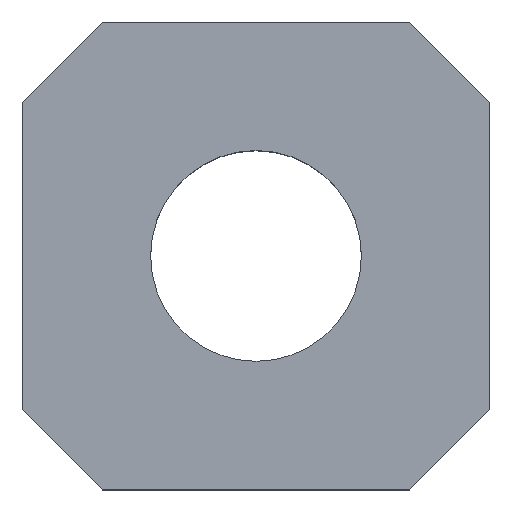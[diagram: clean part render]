
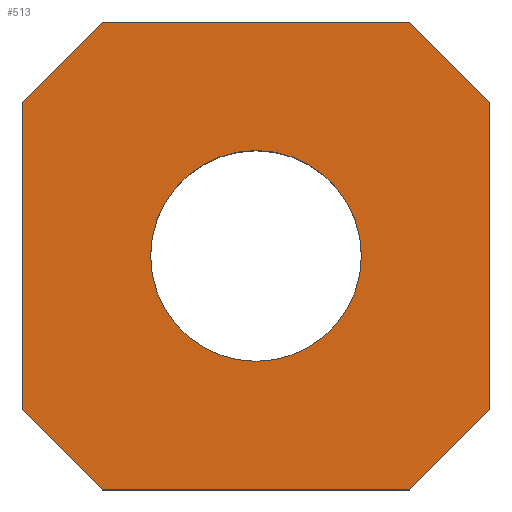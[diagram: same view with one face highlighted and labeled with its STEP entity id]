
A CAD part, top view. The second image highlights one B-rep face of the part: STEP entity #513.
In plain terms, the highlighted face is planar.
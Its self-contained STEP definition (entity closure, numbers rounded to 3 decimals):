
#6 = VERTEX_POINT ( 'NONE', #123 ) ;
#12 = LINE ( 'NONE', #379, #82 ) ;
#25 = VERTEX_POINT ( 'NONE', #806 ) ;
#32 = DIRECTION ( 'NONE',  ( -0.707, -0.707, 0. ) ) ;
#41 = PLANE ( 'NONE',  #561 ) ;
#50 = EDGE_CURVE ( 'NONE', #836, #6, #217, .T. ) ;
#53 = ORIENTED_EDGE ( 'NONE', *, *, #705, .F. ) ;
#77 = CARTESIAN_POINT ( 'NONE',  ( 9.6, 14.6, 0. ) ) ;
#82 = VECTOR ( 'NONE', #912, 1000. ) ;
#90 = EDGE_CURVE ( 'NONE', #397, #812, #966, .T. ) ;
#93 = LINE ( 'NONE', #630, #770 ) ;
#97 = CARTESIAN_POINT ( 'NONE',  ( -14.6, 0., 0. ) ) ;
#115 = LINE ( 'NONE', #707, #951 ) ;
#121 = DIRECTION ( 'NONE',  ( 1., 0., 0. ) ) ;
#123 = CARTESIAN_POINT ( 'NONE',  ( 14.6, -9.6, 0. ) ) ;
#134 = EDGE_LOOP ( 'NONE', ( #820, #53, #297, #810, #321, #631, #958, #692 ) ) ;
#184 = LINE ( 'NONE', #97, #801 ) ;
#203 = EDGE_CURVE ( 'NONE', #673, #394, #184, .T. ) ;
#217 = LINE ( 'NONE', #233, #917 ) ;
#221 = CARTESIAN_POINT ( 'NONE',  ( 0., 0., 0. ) ) ;
#230 = DIRECTION ( 'NONE',  ( 0., 0., -1. ) ) ;
#233 = CARTESIAN_POINT ( 'NONE',  ( 9.6, -14.6, 0. ) ) ;
#244 = VECTOR ( 'NONE', #675, 1000. ) ;
#248 = CARTESIAN_POINT ( 'NONE',  ( -9.6, 14.6, 0. ) ) ;
#249 = DIRECTION ( 'NONE',  ( 0.707, 0.707, 0. ) ) ;
#259 = DIRECTION ( 'NONE',  ( 1., 0., 0. ) ) ;
#260 = EDGE_LOOP ( 'NONE', ( #875, #336 ) ) ;
#297 = ORIENTED_EDGE ( 'NONE', *, *, #325, .F. ) ;
#303 = VECTOR ( 'NONE', #813, 1000. ) ;
#309 = CARTESIAN_POINT ( 'NONE',  ( -6.579, 0., 0. ) ) ;
#315 = CARTESIAN_POINT ( 'NONE',  ( -14.6, 9.6, 0. ) ) ;
#321 = ORIENTED_EDGE ( 'NONE', *, *, #50, .F. ) ;
#325 = EDGE_CURVE ( 'NONE', #25, #701, #599, .T. ) ;
#336 = ORIENTED_EDGE ( 'NONE', *, *, #653, .F. ) ;
#341 = FACE_OUTER_BOUND ( 'NONE', #134, .T. ) ;
#355 = DIRECTION ( 'NONE',  ( -1., 0., 0. ) ) ;
#361 = CARTESIAN_POINT ( 'NONE',  ( 0., 0., 0. ) ) ;
#372 = VERTEX_POINT ( 'NONE', #248 ) ;
#373 = CARTESIAN_POINT ( 'NONE',  ( 14.6, 9.6, 0. ) ) ;
#379 = CARTESIAN_POINT ( 'NONE',  ( 0., 14.6, 0. ) ) ;
#387 = LINE ( 'NONE', #685, #303 ) ;
#394 = VERTEX_POINT ( 'NONE', #909 ) ;
#397 = VERTEX_POINT ( 'NONE', #309 ) ;
#400 = CARTESIAN_POINT ( 'NONE',  ( -9.6, -14.6, 0. ) ) ;
#472 = EDGE_CURVE ( 'NONE', #372, #673, #115, .T. ) ;
#500 = DIRECTION ( 'NONE',  ( 0.707, -0.707, 0. ) ) ;
#506 = DIRECTION ( 'NONE',  ( 0., 0., -1. ) ) ;
#509 = VECTOR ( 'NONE', #500, 1000. ) ;
#513 = ADVANCED_FACE ( 'NONE', ( #702, #341 ), #41, .F. ) ;
#559 = DIRECTION ( 'NONE',  ( 0., -1., 0. ) ) ;
#561 = AXIS2_PLACEMENT_3D ( 'NONE', #221, #872, #121 ) ;
#565 = CARTESIAN_POINT ( 'NONE',  ( 9.6, -14.6, 0. ) ) ;
#580 = CARTESIAN_POINT ( 'NONE',  ( -14.6, -9.6, 0. ) ) ;
#599 = LINE ( 'NONE', #373, #244 ) ;
#630 = CARTESIAN_POINT ( 'NONE',  ( 0., -14.6, 0. ) ) ;
#631 = ORIENTED_EDGE ( 'NONE', *, *, #862, .F. ) ;
#653 = EDGE_CURVE ( 'NONE', #812, #397, #822, .T. ) ;
#673 = VERTEX_POINT ( 'NONE', #315 ) ;
#675 = DIRECTION ( 'NONE',  ( -0.707, 0.707, 0. ) ) ;
#676 = CARTESIAN_POINT ( 'NONE',  ( 0., 0., 0. ) ) ;
#684 = DIRECTION ( 'NONE',  ( -1., 0., 0. ) ) ;
#685 = CARTESIAN_POINT ( 'NONE',  ( 14.6, 0., 0. ) ) ;
#692 = ORIENTED_EDGE ( 'NONE', *, *, #203, .F. ) ;
#701 = VERTEX_POINT ( 'NONE', #77 ) ;
#702 = FACE_BOUND ( 'NONE', #260, .T. ) ;
#705 = EDGE_CURVE ( 'NONE', #701, #372, #12, .T. ) ;
#707 = CARTESIAN_POINT ( 'NONE',  ( -9.6, 14.6, 0. ) ) ;
#757 = VERTEX_POINT ( 'NONE', #400 ) ;
#770 = VECTOR ( 'NONE', #259, 1000. ) ;
#777 = AXIS2_PLACEMENT_3D ( 'NONE', #676, #230, #684 ) ;
#779 = CARTESIAN_POINT ( 'NONE',  ( 6.579, 0., 0. ) ) ;
#799 = LINE ( 'NONE', #580, #509 ) ;
#801 = VECTOR ( 'NONE', #559, 1000. ) ;
#806 = CARTESIAN_POINT ( 'NONE',  ( 14.6, 9.6, 0. ) ) ;
#810 = ORIENTED_EDGE ( 'NONE', *, *, #956, .F. ) ;
#812 = VERTEX_POINT ( 'NONE', #779 ) ;
#813 = DIRECTION ( 'NONE',  ( 0., 1., 0. ) ) ;
#820 = ORIENTED_EDGE ( 'NONE', *, *, #472, .F. ) ;
#822 = CIRCLE ( 'NONE', #955, 6.579 ) ;
#836 = VERTEX_POINT ( 'NONE', #565 ) ;
#862 = EDGE_CURVE ( 'NONE', #757, #836, #93, .T. ) ;
#872 = DIRECTION ( 'NONE',  ( 0., 0., 1. ) ) ;
#875 = ORIENTED_EDGE ( 'NONE', *, *, #90, .F. ) ;
#909 = CARTESIAN_POINT ( 'NONE',  ( -14.6, -9.6, 0. ) ) ;
#912 = DIRECTION ( 'NONE',  ( -1., 0., 0. ) ) ;
#917 = VECTOR ( 'NONE', #249, 1000. ) ;
#929 = EDGE_CURVE ( 'NONE', #394, #757, #799, .T. ) ;
#951 = VECTOR ( 'NONE', #32, 1000. ) ;
#955 = AXIS2_PLACEMENT_3D ( 'NONE', #361, #506, #355 ) ;
#956 = EDGE_CURVE ( 'NONE', #6, #25, #387, .T. ) ;
#958 = ORIENTED_EDGE ( 'NONE', *, *, #929, .F. ) ;
#966 = CIRCLE ( 'NONE', #777, 6.579 ) ;
